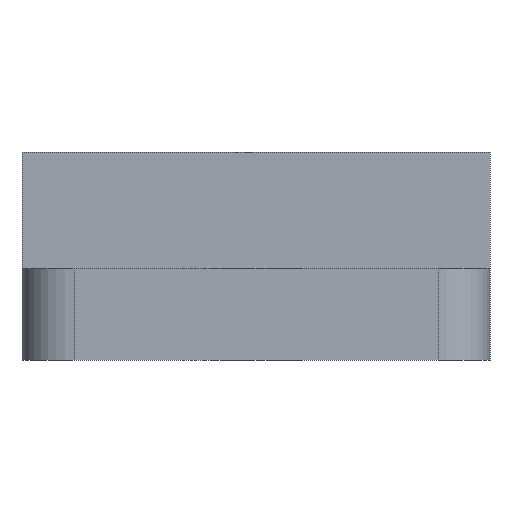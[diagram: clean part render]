
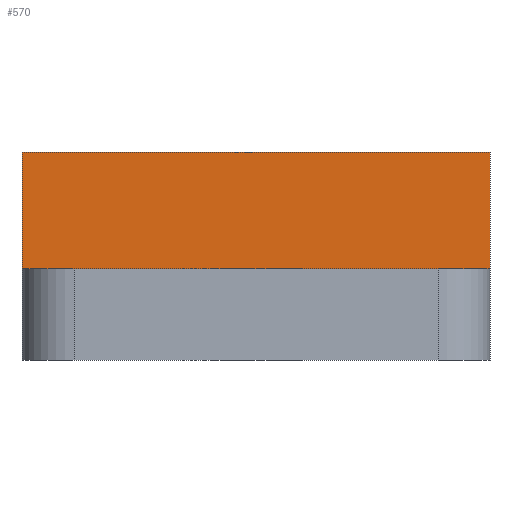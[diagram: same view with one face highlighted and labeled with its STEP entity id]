
A CAD part, front view. The second image highlights one B-rep face of the part: STEP entity #570.
In plain terms, the highlighted planar face has unit normal (0, -1, 0).
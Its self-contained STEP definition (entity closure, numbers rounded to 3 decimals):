
#65=DIRECTION('',(0.,0.,1.));
#66=VECTOR('',#65,4.5);
#67=CARTESIAN_POINT('',(9.,-20.,3.5));
#68=LINE('',#67,#66);
#149=DIRECTION('',(1.,0.,0.));
#150=VECTOR('',#149,18.);
#151=CARTESIAN_POINT('',(-9.,-20.,8.));
#152=LINE('',#151,#150);
#169=DIRECTION('',(0.,0.,1.));
#170=VECTOR('',#169,4.5);
#171=CARTESIAN_POINT('',(-9.,-20.,3.5));
#172=LINE('',#171,#170);
#182=DIRECTION('',(1.,0.,0.));
#183=VECTOR('',#182,18.);
#184=CARTESIAN_POINT('',(-9.,-20.,3.5));
#185=LINE('',#184,#183);
#274=CARTESIAN_POINT('',(-9.,-20.,8.));
#276=VERTEX_POINT('',#274);
#277=CARTESIAN_POINT('',(9.,-20.,8.));
#278=VERTEX_POINT('',#277);
#281=CARTESIAN_POINT('',(-9.,-20.,3.5));
#282=CARTESIAN_POINT('',(9.,-20.,3.5));
#283=VERTEX_POINT('',#281);
#284=VERTEX_POINT('',#282);
#558=CARTESIAN_POINT('',(-9.,-20.,0.));
#559=DIRECTION('',(0.,-1.,0.));
#560=DIRECTION('',(1.,0.,0.));
#561=AXIS2_PLACEMENT_3D('',#558,#559,#560);
#562=PLANE('',#561);
#564=ORIENTED_EDGE('',*,*,#563,.F.);
#565=ORIENTED_EDGE('',*,*,#465,.T.);
#566=ORIENTED_EDGE('',*,*,#543,.T.);
#567=ORIENTED_EDGE('',*,*,#399,.F.);
#568=EDGE_LOOP('',(#564,#565,#566,#567));
#569=FACE_OUTER_BOUND('',#568,.F.);
#570=ADVANCED_FACE('',(#569),#562,.T.);
#399=EDGE_CURVE('',#284,#278,#68,.T.);
#465=EDGE_CURVE('',#283,#276,#172,.T.);
#543=EDGE_CURVE('',#276,#278,#152,.T.);
#563=EDGE_CURVE('',#283,#284,#185,.T.);
